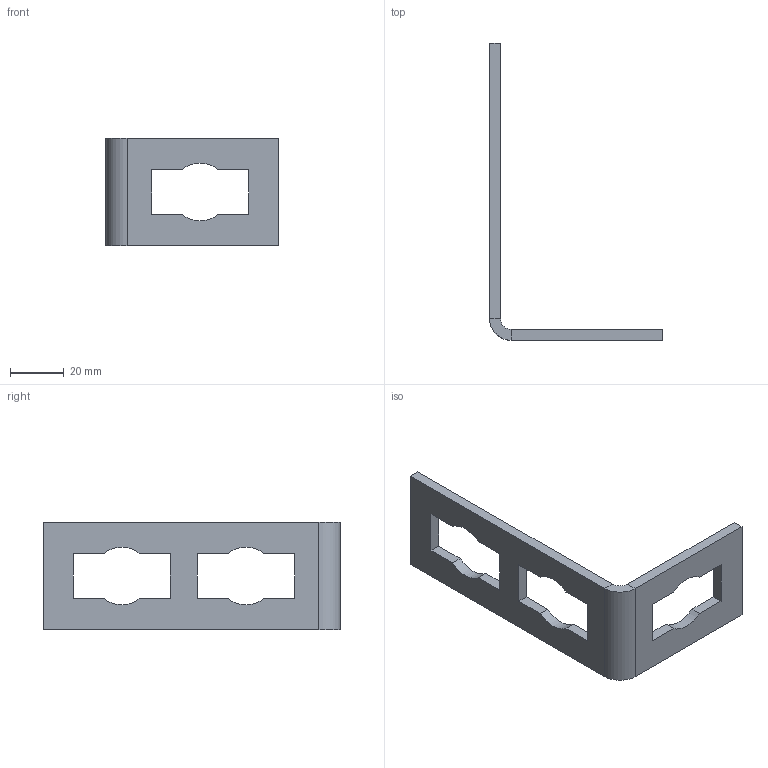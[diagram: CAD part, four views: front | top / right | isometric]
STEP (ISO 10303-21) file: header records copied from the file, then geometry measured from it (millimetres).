
FILE_DESCRIPTION((''),'2;1');
FILE_NAME('152325.stp','2013-04-10T15:09:36',('DMK009'),(''),'Autodesk Inventor 2012','Autodesk Inventor 2012','');
FILE_SCHEMA(('AUTOMOTIVE_DESIGN { 1 0 10303 214 1 1 1 1 }'));
Length unit declared in the file: millimetre
Products named in the file (1): 152325
Bounding box: 64 x 110 x 40 mm (x, y, z)
Volume: 19125.8 mm3; surface area: 12520.7 mm2
Topology: 1 solids, 1 shells, 144 faces, 388 edges, 256 vertices
Faces by surface type: plane 89, cylinder 53, bspline 2
Entity records: 4644 total; most frequent: CARTESIAN_POINT 887, DIRECTION 780, ORIENTED_EDGE 776, EDGE_CURVE 388, VECTOR 282, LINE 282, VERTEX_POINT 256, AXIS2_PLACEMENT_3D 249
